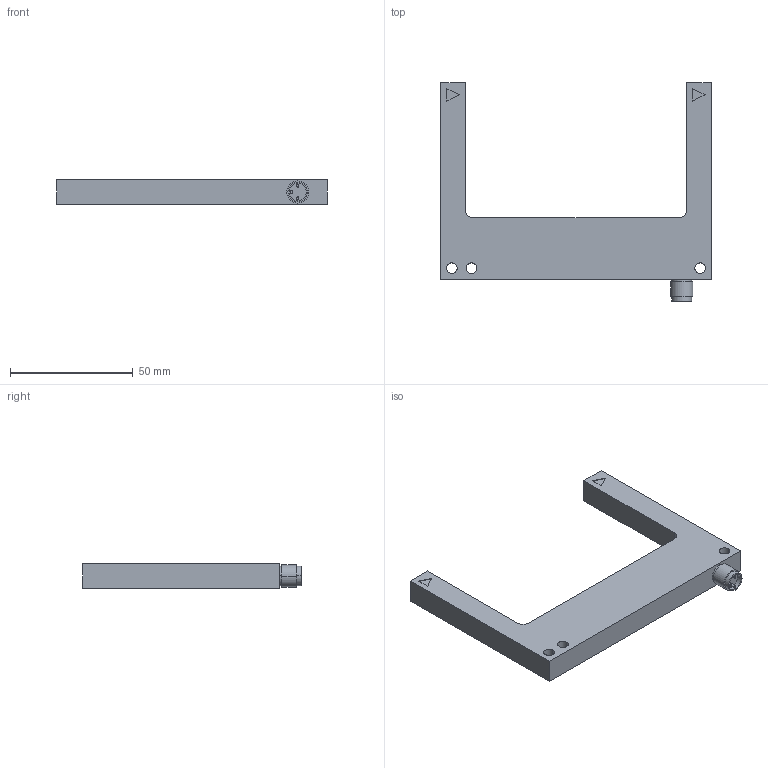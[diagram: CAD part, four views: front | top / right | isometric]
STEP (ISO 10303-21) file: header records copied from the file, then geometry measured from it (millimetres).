
FILE_DESCRIPTION(('STEP AP214'),'1');
FILE_NAME('tmp0.step','2014-11-26T13:15:54',(' '),(' '),'Spatial InterOp 3D',' ',' ');
FILE_SCHEMA(('automotive_design'));
Length unit declared in the file: millimetre
Products named in the file (1): 1
Bounding box: 110 x 89 x 10 mm (x, y, z)
Volume: 38557 mm3; surface area: 13240.5 mm2
Topology: 1 solids, 1 shells, 49 faces, 114 edges, 76 vertices
Faces by surface type: plane 25, cylinder 24
Entity records: 1934 total; most frequent: DIRECTION 262, CARTESIAN_POINT 240, ORIENTED_EDGE 228, EDGE_CURVE 114, AXIS2_PLACEMENT_3D 98, VERTEX_POINT 76, STYLED_ITEM 68, PRESENTATION_STYLE_ASSIGNMENT 68
